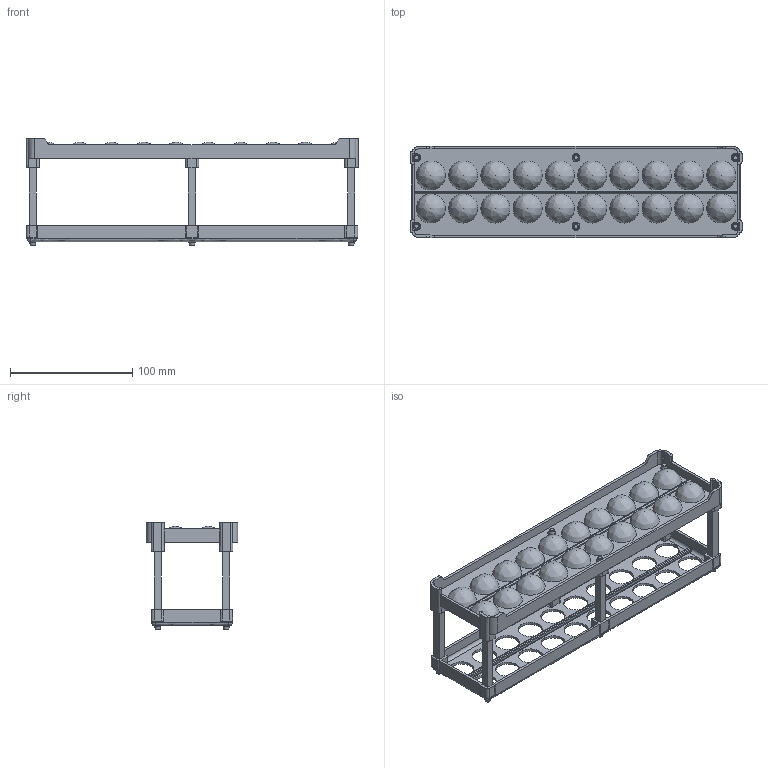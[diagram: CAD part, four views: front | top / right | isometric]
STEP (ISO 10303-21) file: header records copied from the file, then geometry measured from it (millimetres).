
FILE_DESCRIPTION(('FreeCAD Model'),'2;1');
FILE_NAME('Open CASCADE Shape Model','2025-04-29T21:35:03',('FreeCAD'),( 'FreeCAD'),'Open CASCADE STEP processor 7.6','FreeCAD','Unknown');
FILE_SCHEMA(('AUTOMOTIVE_DESIGN { 1 0 10303 214 1 1 1 1 }'));
Length unit declared in the file: millimetre
Products named in the file (1): Open CASCADE STEP translator 7.6 1
Bounding box: 271.59 x 74.77 x 87.96 mm (x, y, z)
Volume: 150772.1 mm3; surface area: 126874.8 mm2
Topology: 8 solids, 8 shells, 530 faces, 1535 edges, 1053 vertices
Faces by surface type: bspline 530
Entity records: 19827 total; most frequent: CARTESIAN_POINT 11270, ORIENTED_EDGE 2988, EDGE_CURVE 1494, VERTEX_POINT 1053, B_SPLINE_CURVE_WITH_KNOTS 858, FACE_BOUND 667, EDGE_LOOP 667, ADVANCED_FACE 530
